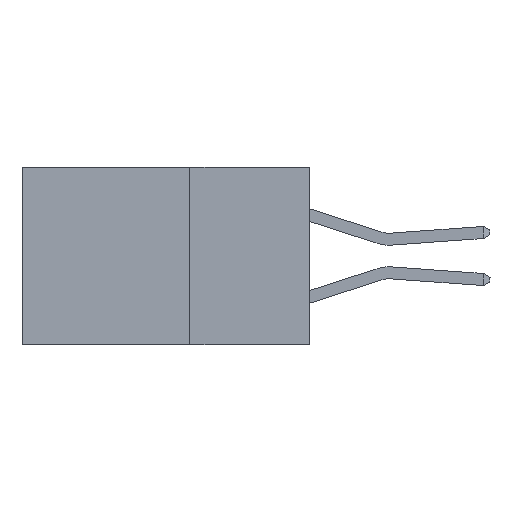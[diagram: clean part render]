
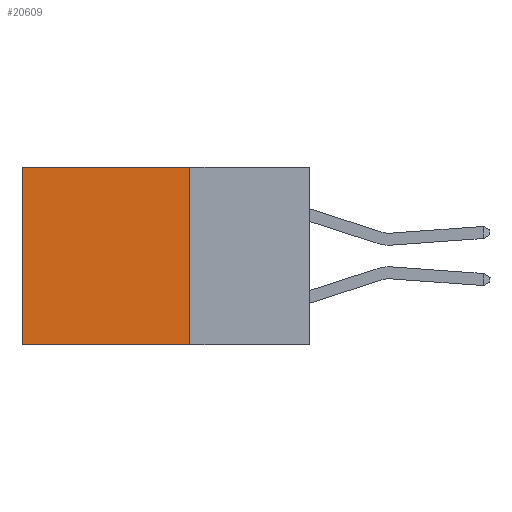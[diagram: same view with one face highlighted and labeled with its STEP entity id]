
A CAD part, left-side view. The second image highlights one B-rep face of the part: STEP entity #20609.
In plain terms, the highlighted planar face has unit normal (-1, 0, 0).
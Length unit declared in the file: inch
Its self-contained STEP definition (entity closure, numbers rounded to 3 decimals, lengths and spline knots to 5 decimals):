
#431 = CARTESIAN_POINT ( 'NONE',  ( 0.2615, 0.25, -0.37 ) ) ;
#683 = VERTEX_POINT ( 'NONE', #15367 ) ;
#1021 = LINE ( 'NONE', #2418, #20772 ) ;
#1289 = EDGE_LOOP ( 'NONE', ( #12936, #6741, #13612, #15929 ) ) ;
#1868 = AXIS2_PLACEMENT_3D ( 'NONE', #431, #2340, #15302 ) ;
#1945 = EDGE_CURVE ( 'NONE', #10965, #683, #22084, .T. ) ;
#2340 = DIRECTION ( 'NONE',  ( 1., 0., 0. ) ) ;
#2418 = CARTESIAN_POINT ( 'NONE',  ( 0.2615, 0.25, 0. ) ) ;
#2631 = CARTESIAN_POINT ( 'NONE',  ( 0.2615, 0.25, -0.37 ) ) ;
#4592 = DIRECTION ( 'NONE',  ( 0., 0., -1. ) ) ;
#6739 = EDGE_CURVE ( 'NONE', #20892, #10965, #1021, .T. ) ;
#6741 = ORIENTED_EDGE ( 'NONE', *, *, #13745, .F. ) ;
#7531 = EDGE_CURVE ( 'NONE', #20892, #13568, #21873, .T. ) ;
#10965 = VERTEX_POINT ( 'NONE', #19122 ) ;
#11547 = CARTESIAN_POINT ( 'NONE',  ( 0.2615, 0.25, -0.37 ) ) ;
#11921 = VECTOR ( 'NONE', #19413, 39.37008 ) ;
#12636 = CARTESIAN_POINT ( 'NONE',  ( 0.2615, 0.6, -0.37 ) ) ;
#12936 = ORIENTED_EDGE ( 'NONE', *, *, #1945, .T. ) ;
#13568 = VERTEX_POINT ( 'NONE', #11547 ) ;
#13612 = ORIENTED_EDGE ( 'NONE', *, *, #7531, .F. ) ;
#13745 = EDGE_CURVE ( 'NONE', #13568, #683, #17449, .T. ) ;
#13809 = DIRECTION ( 'NONE',  ( 0., 0., -1. ) ) ;
#15302 = DIRECTION ( 'NONE',  ( 0., 0., -1. ) ) ;
#15367 = CARTESIAN_POINT ( 'NONE',  ( 0.2615, 0.6, -0.37 ) ) ;
#15384 = DIRECTION ( 'NONE',  ( 0., 1., 0. ) ) ;
#15929 = ORIENTED_EDGE ( 'NONE', *, *, #6739, .T. ) ;
#16970 = VECTOR ( 'NONE', #13809, 39.37008 ) ;
#17449 = LINE ( 'NONE', #23048, #11921 ) ;
#19122 = CARTESIAN_POINT ( 'NONE',  ( 0.2615, 0.6, 0. ) ) ;
#19413 = DIRECTION ( 'NONE',  ( 0., 1., 0. ) ) ;
#19787 = VECTOR ( 'NONE', #4592, 39.37008 ) ;
#20609 = ADVANCED_FACE ( 'NONE', ( #23053 ), #22678, .F. ) ;
#20772 = VECTOR ( 'NONE', #15384, 39.37008 ) ;
#20892 = VERTEX_POINT ( 'NONE', #23460 ) ;
#21873 = LINE ( 'NONE', #2631, #16970 ) ;
#22084 = LINE ( 'NONE', #12636, #19787 ) ;
#22678 = PLANE ( 'NONE',  #1868 ) ;
#23048 = CARTESIAN_POINT ( 'NONE',  ( 0.2615, 0.25, -0.37 ) ) ;
#23053 = FACE_OUTER_BOUND ( 'NONE', #1289, .T. ) ;
#23460 = CARTESIAN_POINT ( 'NONE',  ( 0.2615, 0.25, 0. ) ) ;
